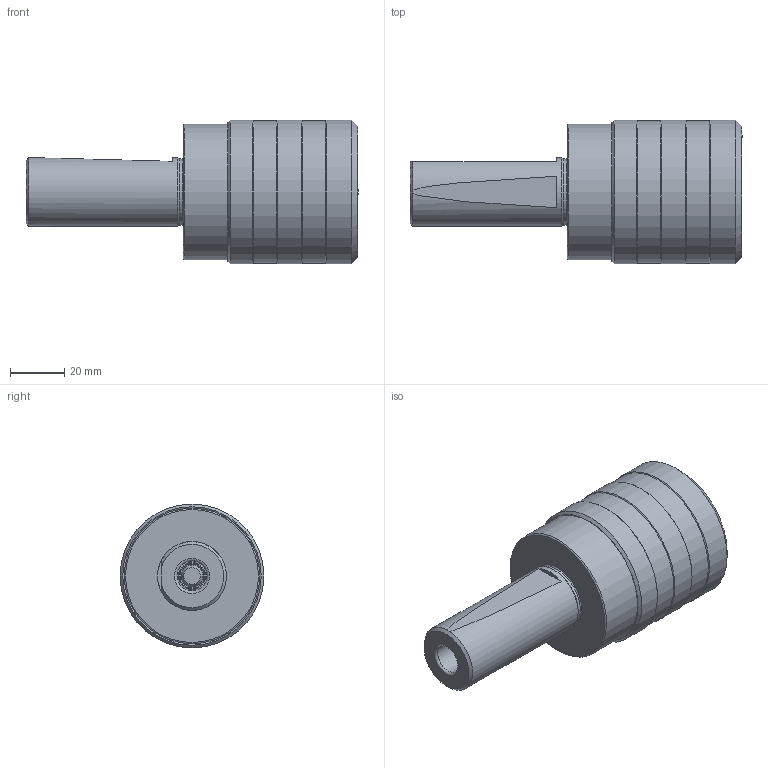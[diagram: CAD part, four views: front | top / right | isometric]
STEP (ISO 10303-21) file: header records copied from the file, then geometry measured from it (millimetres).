
FILE_DESCRIPTION(/* description */ (''),/* implementation_level */ '2;1');
FILE_NAME(/* name */ 'S100-TC2-0256.stp',/* time_stamp */ '2019-07-25T15:01:56-05:00',/* author */ ('ldfli'),/* organization */ (''),/* preprocessor_version */ 'ST-DEVELOPER v18',/* originating_system */ 'Autodesk Inventor LT',/* authorisation */ '');
FILE_SCHEMA (('AUTOMOTIVE_DESIGN { 1 0 10303 214 3 1 1 }'));
Length unit declared in the file: millimetre
Products named in the file (1): S100-TC2-0256
Bounding box: 122.35 x 53 x 53 mm (x, y, z)
Volume: 106683 mm3; surface area: 37224.6 mm2
Topology: 1 solids, 6 shells, 116 faces, 339 edges, 244 vertices
Faces by surface type: plane 37, cylinder 37, cone 34, torus 8
Full cylindrical faces by diameter (mm): 4 x1, 5 x2, 5.5 x1, 6 x1, 8 x1, 8.5 x1, 9.3 x1, 9.5 x2, 9.6 x1, 10 x1, 11 x1, 12.7 x1, 13 x1, 13.2 x1, 18 x1, 24.4 x1, 25.4 x1, 31 x1, 31.4 x1, 37.6 x1, 38 x1, 41 x2, 41.6 x1, 42 x1, 46 x1, 50 x2, 52.4 x2, 53 x3
Entity records: 4100 total; most frequent: DIRECTION 787, CARTESIAN_POINT 729, ORIENTED_EDGE 676, AXIS2_PLACEMENT_3D 347, EDGE_CURVE 338, VERTEX_POINT 244, CIRCLE 227, EDGE_LOOP 138
